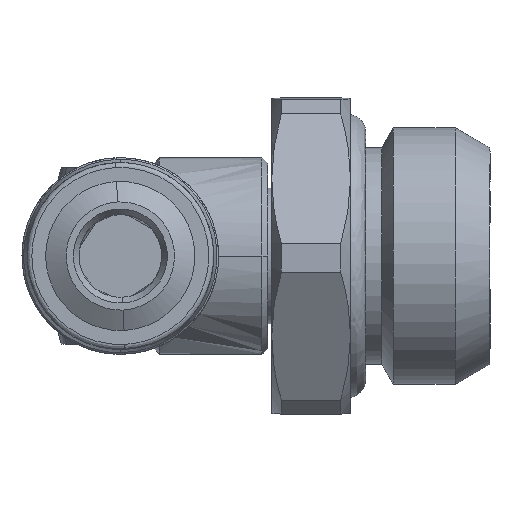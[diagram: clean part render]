
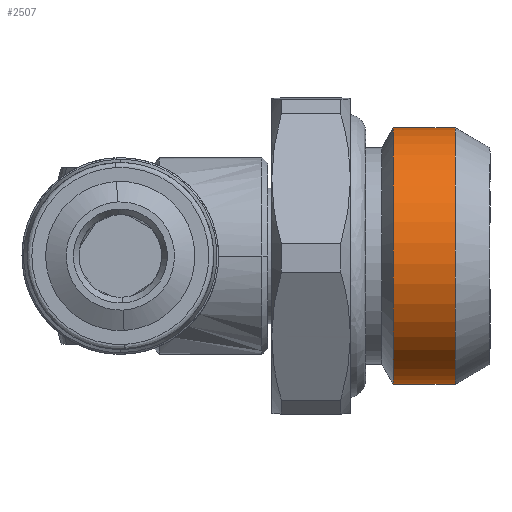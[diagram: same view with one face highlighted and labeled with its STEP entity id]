
A CAD part, left-side view. The second image highlights one B-rep face of the part: STEP entity #2507.
In plain terms, the highlighted free-form (B-spline) face has degree [1, 3] with [2, 4] control points.
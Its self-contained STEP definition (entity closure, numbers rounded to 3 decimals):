
#170 = CARTESIAN_POINT ( 'NONE',  ( -0.069, -13.889, 6.52 ) ) ;
#215 = ORIENTED_EDGE ( 'NONE', *, *, #5698, .F. ) ;
#315 = CARTESIAN_POINT ( 'NONE',  ( -0.069, -17.033, 6.52 ) ) ;
#443 =( BOUNDED_CURVE ( )  B_SPLINE_CURVE ( 3, ( #7684, #4920, #7026, #881 ),
 .UNSPECIFIED., .F., .T. ) 
 B_SPLINE_CURVE_WITH_KNOTS ( ( 4, 4 ),
 ( -3.142, 0. ),
 .UNSPECIFIED. ) 
 CURVE ( )  GEOMETRIC_REPRESENTATION_ITEM ( )  RATIONAL_B_SPLINE_CURVE ( ( 1., 0.333, 0.333, 1. ) ) 
 REPRESENTATION_ITEM ( '' )  );
#747 = CARTESIAN_POINT ( 'NONE',  ( -0.069, -13.889, 6.52 ) ) ;
#881 = CARTESIAN_POINT ( 'NONE',  ( 0.069, -13.889, -6.52 ) ) ;
#976 = CARTESIAN_POINT ( 'NONE',  ( -13.108, -13.889, 6.381 ) ) ;
#1192 = VERTEX_POINT ( 'NONE', #8292 ) ;
#1822 = CARTESIAN_POINT ( 'NONE',  ( 0.069, -17.033, -6.52 ) ) ;
#2099 = EDGE_CURVE ( 'NONE', #7720, #2906, #443, .T. ) ;
#2226 = CARTESIAN_POINT ( 'NONE',  ( -13.108, -17.033, 6.381 ) ) ;
#2507 = ADVANCED_FACE ( 'NONE', ( #3798 ), #5620, .F. ) ;
#2780 = ORIENTED_EDGE ( 'NONE', *, *, #2099, .T. ) ;
#2906 = VERTEX_POINT ( 'NONE', #4903 ) ;
#2986 = CARTESIAN_POINT ( 'NONE',  ( 0.069, -17.033, -6.52 ) ) ;
#3179 = CARTESIAN_POINT ( 'NONE',  ( -13.108, -17.033, 6.381 ) ) ;
#3306 = EDGE_LOOP ( 'NONE', ( #2780, #7903, #6839, #215 ) ) ;
#3560 = EDGE_CURVE ( 'NONE', #6049, #1192, #6639, .T. ) ;
#3574 = CARTESIAN_POINT ( 'NONE',  ( 0.069, -17.033, -6.52 ) ) ;
#3798 = FACE_OUTER_BOUND ( 'NONE', #3306, .T. ) ;
#3928 = B_SPLINE_CURVE_WITH_KNOTS ( 'NONE', 1,
 ( #3574, #6233 ),
 .UNSPECIFIED., .F., .F.,
 ( 2, 2 ),
 ( -1., 0. ),
 .UNSPECIFIED. ) ;
#4140 = CARTESIAN_POINT ( 'NONE',  ( -0.069, -17.033, 6.52 ) ) ;
#4314 = CARTESIAN_POINT ( 'NONE',  ( -0.069, -17.033, 6.52 ) ) ;
#4488 = CARTESIAN_POINT ( 'NONE',  ( -12.97, -17.033, -6.658 ) ) ;
#4617 = B_SPLINE_CURVE_WITH_KNOTS ( 'NONE', 1,
 ( #5661, #315 ),
 .UNSPECIFIED., .F., .F.,
 ( 2, 2 ),
 ( -1., 0. ),
 .UNSPECIFIED. ) ;
#4903 = CARTESIAN_POINT ( 'NONE',  ( 0.069, -13.889, -6.52 ) ) ;
#4920 = CARTESIAN_POINT ( 'NONE',  ( -13.108, -13.889, 6.381 ) ) ;
#4977 = CARTESIAN_POINT ( 'NONE',  ( -12.97, -13.889, -6.658 ) ) ;
#5620 =( BOUNDED_SURFACE ( )  B_SPLINE_SURFACE ( 1, 3, ( 
 ( #747, #976, #4977, #6918 ),
 ( #4314, #2226, #7717, #2986 ) ),
 .UNSPECIFIED., .F., .F., .F. ) 
 B_SPLINE_SURFACE_WITH_KNOTS ( ( 2, 2 ),
 ( 4, 4 ),
 ( 0., 1. ),
 ( 0., 1. ),
 .UNSPECIFIED. ) 
 GEOMETRIC_REPRESENTATION_ITEM ( )  RATIONAL_B_SPLINE_SURFACE ( (
 ( 1., 0.333, 0.333, 1.),
 ( 1., 0.333, 0.333, 1.) ) ) 
 REPRESENTATION_ITEM ( '' )  SURFACE ( )  );
#5661 = CARTESIAN_POINT ( 'NONE',  ( -0.069, -13.889, 6.52 ) ) ;
#5689 = EDGE_CURVE ( 'NONE', #1192, #2906, #3928, .T. ) ;
#5698 = EDGE_CURVE ( 'NONE', #7720, #6049, #4617, .T. ) ;
#5858 = CARTESIAN_POINT ( 'NONE',  ( -0.069, -17.033, 6.52 ) ) ;
#6049 = VERTEX_POINT ( 'NONE', #4140 ) ;
#6233 = CARTESIAN_POINT ( 'NONE',  ( 0.069, -13.889, -6.52 ) ) ;
#6639 =( BOUNDED_CURVE ( )  B_SPLINE_CURVE ( 3, ( #5858, #3179, #4488, #1822 ),
 .UNSPECIFIED., .F., .T. ) 
 B_SPLINE_CURVE_WITH_KNOTS ( ( 4, 4 ),
 ( -3.142, 0. ),
 .UNSPECIFIED. ) 
 CURVE ( )  GEOMETRIC_REPRESENTATION_ITEM ( )  RATIONAL_B_SPLINE_CURVE ( ( 1., 0.333, 0.333, 1. ) ) 
 REPRESENTATION_ITEM ( '' )  );
#6839 = ORIENTED_EDGE ( 'NONE', *, *, #3560, .F. ) ;
#6918 = CARTESIAN_POINT ( 'NONE',  ( 0.069, -13.889, -6.52 ) ) ;
#7026 = CARTESIAN_POINT ( 'NONE',  ( -12.97, -13.889, -6.658 ) ) ;
#7684 = CARTESIAN_POINT ( 'NONE',  ( -0.069, -13.889, 6.52 ) ) ;
#7717 = CARTESIAN_POINT ( 'NONE',  ( -12.97, -17.033, -6.658 ) ) ;
#7720 = VERTEX_POINT ( 'NONE', #170 ) ;
#7903 = ORIENTED_EDGE ( 'NONE', *, *, #5689, .F. ) ;
#8292 = CARTESIAN_POINT ( 'NONE',  ( 0.069, -17.033, -6.52 ) ) ;
